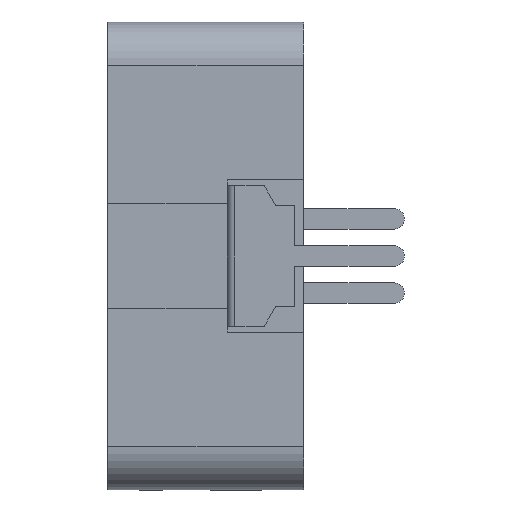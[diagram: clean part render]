
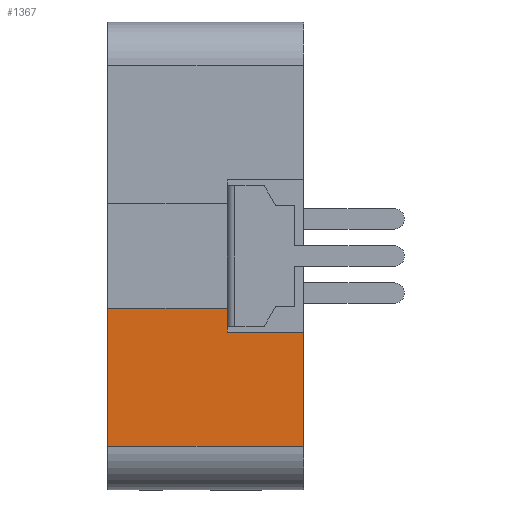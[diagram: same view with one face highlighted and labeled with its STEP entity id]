
A CAD part, left-side view. The second image highlights one B-rep face of the part: STEP entity #1367.
In plain terms, the highlighted planar face has unit normal (-1, 0, 0).
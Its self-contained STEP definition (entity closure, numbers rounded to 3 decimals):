
#17 = LINE ( 'NONE', #6324, #5460 ) ;
#169 = LINE ( 'NONE', #419, #1377 ) ;
#333 = ORIENTED_EDGE ( 'NONE', *, *, #2524, .T. ) ;
#418 = ORIENTED_EDGE ( 'NONE', *, *, #4152, .F. ) ;
#419 = CARTESIAN_POINT ( 'NONE',  ( -14., 2.6, -2.6 ) ) ;
#609 = EDGE_CURVE ( 'NONE', #5250, #3816, #6487, .T. ) ;
#723 = ORIENTED_EDGE ( 'NONE', *, *, #609, .T. ) ;
#780 = EDGE_CURVE ( 'NONE', #5250, #2896, #6570, .T. ) ;
#903 = CARTESIAN_POINT ( 'NONE',  ( -14., 6.7, -1.78 ) ) ;
#1050 = FACE_OUTER_BOUND ( 'NONE', #4164, .T. ) ;
#1367 = ADVANCED_FACE ( 'NONE', ( #1050 ), #2529, .F. ) ;
#1377 = VECTOR ( 'NONE', #6111, 1000. ) ;
#1791 = VECTOR ( 'NONE', #2484, 1000. ) ;
#1944 = CARTESIAN_POINT ( 'NONE',  ( -14., 2.6, -1.78 ) ) ;
#2185 = ORIENTED_EDGE ( 'NONE', *, *, #5052, .F. ) ;
#2224 = ORIENTED_EDGE ( 'NONE', *, *, #780, .F. ) ;
#2236 = CARTESIAN_POINT ( 'NONE',  ( -14., 0., -2.6 ) ) ;
#2336 = VERTEX_POINT ( 'NONE', #1944 ) ;
#2484 = DIRECTION ( 'NONE',  ( 0., -1., 0. ) ) ;
#2489 = DIRECTION ( 'NONE',  ( 0., 0., -1. ) ) ;
#2524 = EDGE_CURVE ( 'NONE', #3816, #5761, #17, .T. ) ;
#2529 = PLANE ( 'NONE',  #3968 ) ;
#2896 = VERTEX_POINT ( 'NONE', #4483 ) ;
#3087 = DIRECTION ( 'NONE',  ( 0., 0., 1. ) ) ;
#3366 = DIRECTION ( 'NONE',  ( 0., 0., -1. ) ) ;
#3816 = VERTEX_POINT ( 'NONE', #6114 ) ;
#3968 = AXIS2_PLACEMENT_3D ( 'NONE', #4054, #5581, #2489 ) ;
#4001 = VECTOR ( 'NONE', #3087, 1000. ) ;
#4026 = CARTESIAN_POINT ( 'NONE',  ( -14., 2.4, -6.5 ) ) ;
#4054 = CARTESIAN_POINT ( 'NONE',  ( -14., 2.4, -6.5 ) ) ;
#4152 = EDGE_CURVE ( 'NONE', #2896, #2336, #6036, .T. ) ;
#4164 = EDGE_LOOP ( 'NONE', ( #4899, #2185, #418, #2224, #723, #333 ) ) ;
#4173 = VECTOR ( 'NONE', #3366, 1000. ) ;
#4215 = DIRECTION ( 'NONE',  ( 0., 0., 1. ) ) ;
#4483 = CARTESIAN_POINT ( 'NONE',  ( -14., 6.7, -1.78 ) ) ;
#4504 = VECTOR ( 'NONE', #6484, 1000. ) ;
#4647 = LINE ( 'NONE', #6441, #4173 ) ;
#4899 = ORIENTED_EDGE ( 'NONE', *, *, #6212, .F. ) ;
#5052 = EDGE_CURVE ( 'NONE', #2336, #6502, #4647, .T. ) ;
#5250 = VERTEX_POINT ( 'NONE', #6629 ) ;
#5397 = CARTESIAN_POINT ( 'NONE',  ( -14., 2.6, -2.6 ) ) ;
#5460 = VECTOR ( 'NONE', #4215, 1000. ) ;
#5581 = DIRECTION ( 'NONE',  ( 1., 0., 0. ) ) ;
#5761 = VERTEX_POINT ( 'NONE', #2236 ) ;
#5934 = CARTESIAN_POINT ( 'NONE',  ( -14., 2.4, -1.78 ) ) ;
#6036 = LINE ( 'NONE', #5934, #4504 ) ;
#6111 = DIRECTION ( 'NONE',  ( 0., -1., 0. ) ) ;
#6114 = CARTESIAN_POINT ( 'NONE',  ( -14., 0., -6.5 ) ) ;
#6212 = EDGE_CURVE ( 'NONE', #6502, #5761, #169, .T. ) ;
#6324 = CARTESIAN_POINT ( 'NONE',  ( -14., 0., -6.5 ) ) ;
#6441 = CARTESIAN_POINT ( 'NONE',  ( -14., 2.6, 2.6 ) ) ;
#6484 = DIRECTION ( 'NONE',  ( 0., -1., 0. ) ) ;
#6487 = LINE ( 'NONE', #4026, #1791 ) ;
#6502 = VERTEX_POINT ( 'NONE', #5397 ) ;
#6570 = LINE ( 'NONE', #903, #4001 ) ;
#6629 = CARTESIAN_POINT ( 'NONE',  ( -14., 6.7, -6.5 ) ) ;
